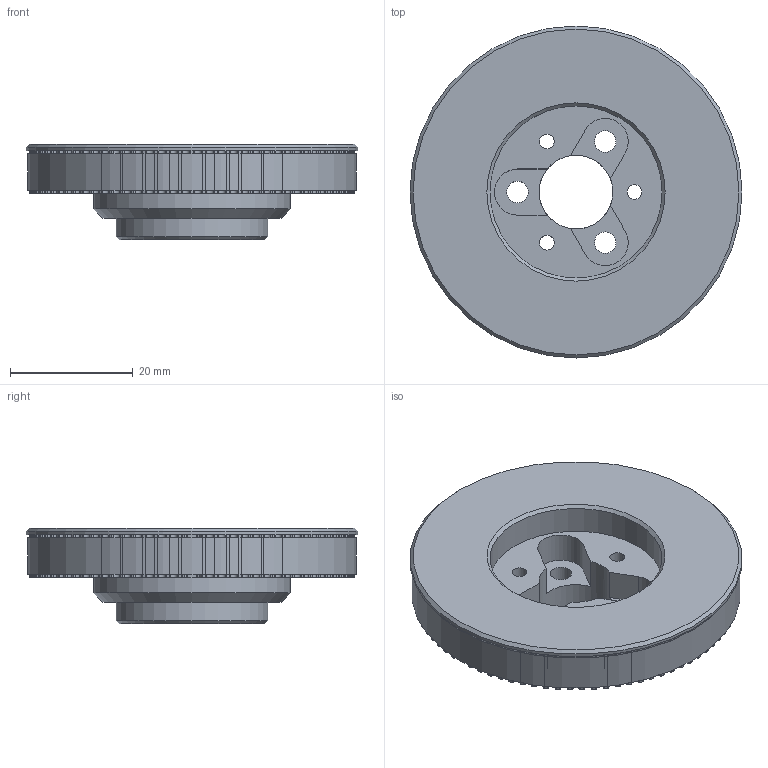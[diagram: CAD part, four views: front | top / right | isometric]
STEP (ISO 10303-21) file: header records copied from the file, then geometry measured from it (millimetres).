
FILE_DESCRIPTION(/* description */ (''),/* implementation_level */ '2;1');
FILE_NAME(/* name */ 'J1_PULLEY_INNER.stp',/* time_stamp */ '2022-07-20T21:20:10+09:00',/* author */ (''),/* organization */ (''),/* preprocessor_version */ 'ST-DEVELOPER v16.7',/* originating_system */ '',/* authorisation */ '');
FILE_SCHEMA (('AUTOMOTIVE_DESIGN { 1 0 10303 214 3 1 1 1 }'));
Length unit declared in the file: millimetre
Products named in the file (1): J1_PULLEY_INNER
Bounding box: 54 x 54 x 15.5 mm (x, y, z)
Volume: 16527.8 mm3; surface area: 9223.8 mm2
Topology: 1 solids, 2 shells, 430 faces, 1274 edges, 850 vertices
Faces by surface type: cylinder 400, plane 26, cone 4
Full cylindrical faces by diameter (mm): 2.4 x3, 3.5 x3, 12 x1, 24.7 x1, 28 x1, 32 x1, 53.476 x1, 54 x1
Entity records: 14834 total; most frequent: DIRECTION 2925, CARTESIAN_POINT 2528, ORIENTED_EDGE 2502, EDGE_CURVE 1252, AXIS2_PLACEMENT_3D 1241, VERTEX_POINT 843, CIRCLE 809, EDGE_LOOP 463
